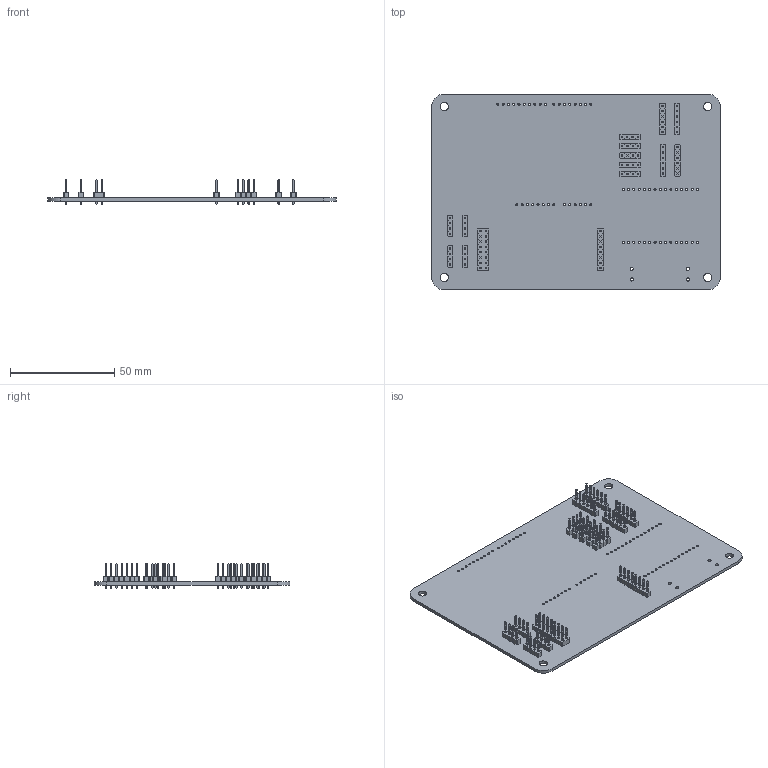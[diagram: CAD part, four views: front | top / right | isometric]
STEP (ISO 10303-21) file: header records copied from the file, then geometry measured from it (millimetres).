
FILE_DESCRIPTION(('KiCad electronic assembly'),'2;1');
FILE_NAME('mb.step','2025-10-04T22:10:46',('Pcbnew'),('Kicad'), 'Open CASCADE STEP processor 7.9','KiCad to STEP converter','Unknown' );
FILE_SCHEMA(('AUTOMOTIVE_DESIGN { 1 0 10303 214 1 1 1 1 }'));
Length unit declared in the file: millimetre
Products named in the file (6): mb 1; PinHeader_1x04_P2.54mm_Vertical; PinHeader_1x08_P2.54mm_Vertical; PinHeader_1x06_P2.54mm_Vertical; PinHeader_2x08_P2.54mm_Vertical; mb_PCB
Assembly tree (16 placements, depth 2):
  mb 1
    PinHeader_1x04_P2.54mm_Vertical  x9
    PinHeader_1x08_P2.54mm_Vertical
    PinHeader_1x06_P2.54mm_Vertical  x4
    PinHeader_2x08_P2.54mm_Vertical
    mb_PCB
Bounding box: 138.5 x 94 x 11.54 mm (x, y, z)
Volume: 21007.3 mm3; surface area: 31298.5 mm2
Topology: 16 solids, 16 shells, 2192 faces, 5304 edges, 3312 vertices
Faces by surface type: plane 2034, cylinder 158
Full cylindrical faces by diameter (mm): 1 x116, 1.02 x30, 1.52 x4, 4 x4
Entity records: 33661 total; most frequent: CARTESIAN_POINT 4771, ORIENTED_EDGE 4676, DIRECTION 4584, EDGE_CURVE 2338, LINE 2022, VECTOR 2022, VERTEX_POINT 1468, FACE_BOUND 1324
